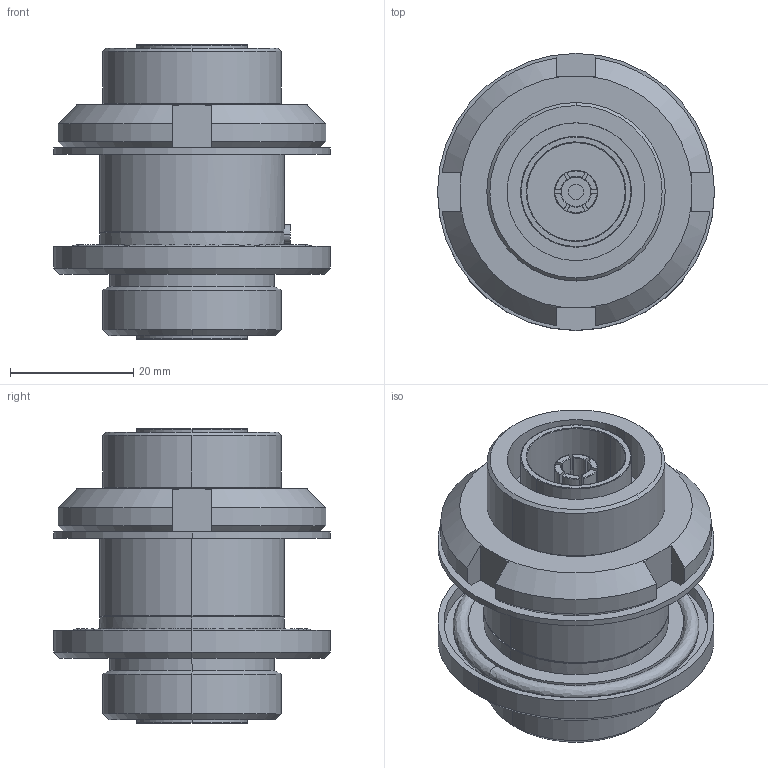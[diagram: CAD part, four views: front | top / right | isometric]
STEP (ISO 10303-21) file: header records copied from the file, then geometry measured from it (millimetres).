
FILE_DESCRIPTION (( 'STEP AP214' ), '1' );
FILE_NAME ('242-7_16-V2.STEP', '2014-04-15T12:15:33', ( '' ), ( '' ), 'SwSTEP 2.0', 'SolidWorks 2013', '' );
FILE_SCHEMA (( 'AUTOMOTIVE_DESIGN' ));
Length unit declared in the file: millimetre
Products named in the file (1): 242-7_16-V2
Bounding box: 45 x 45 x 47.9 mm (x, y, z)
Volume: 31927.1 mm3; surface area: 20803.1 mm2
Topology: 8 solids, 8 shells, 233 faces, 583 edges, 377 vertices
Faces by surface type: plane 90, cylinder 68, bspline 44, cone 31
Entity records: 11544 total; most frequent: CARTESIAN_POINT 3502, ORIENTED_EDGE 1162, DIRECTION 1090, EDGE_CURVE 581, AXIS2_PLACEMENT_3D 437, VERTEX_POINT 377, EDGE_LOOP 258, CIRCLE 247
